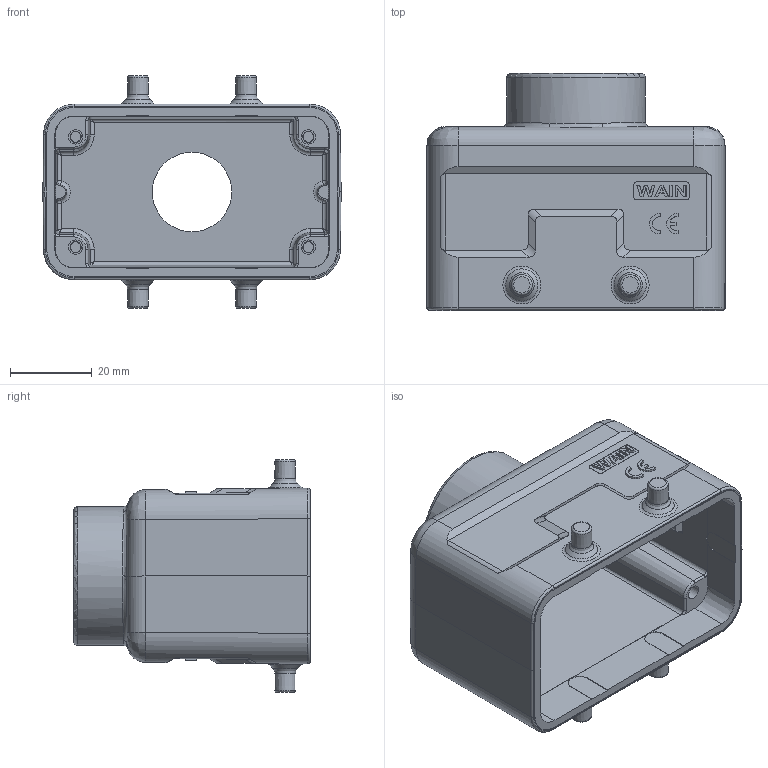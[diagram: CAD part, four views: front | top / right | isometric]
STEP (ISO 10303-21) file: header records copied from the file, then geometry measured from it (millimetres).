
FILE_DESCRIPTION(/* description */ (''),/* implementation_level */ '2;1');
FILE_NAME(/* name */ '16.stp',/* time_stamp */ '2023-12-01T15:06:56+08:00',/* author */ (''),/* organization */ (''),/* preprocessor_version */ 'ST-DEVELOPER v18.1',/* originating_system */ 'SIEMENS PLM Software NX 1980',/* authorisation */ '');
FILE_SCHEMA (('AP203_CONFIGURATION_CONTROLLED_3D_DESIGN_OF_MECHANICAL_PARTS_AND_ASSEMBLIES_MIM_LF { 1 0 10303 403 2 1 2}'));
Length unit declared in the file: millimetre
Products named in the file (1): 3D_1241104301001_WV10B-TE-4B-M20_V1.0_stp
Bounding box: 73 x 58 x 57 mm (x, y, z)
Volume: 47156.6 mm3; surface area: 26348.1 mm2
Topology: 1 solids, 1 shells, 378 faces, 949 edges, 602 vertices
Faces by surface type: plane 200, cylinder 86, bspline 34, cone 31, torus 23, sphere 4
Full cylindrical faces by diameter (mm): 3.5 x4, 19.5 x1, 21.3 x1, 34 x1
Entity records: 13214 total; most frequent: CARTESIAN_POINT 4253, ORIENTED_EDGE 1796, DIRECTION 1782, EDGE_CURVE 898, AXIS2_PLACEMENT_3D 608, VERTEX_POINT 584, LINE 566, VECTOR 566
